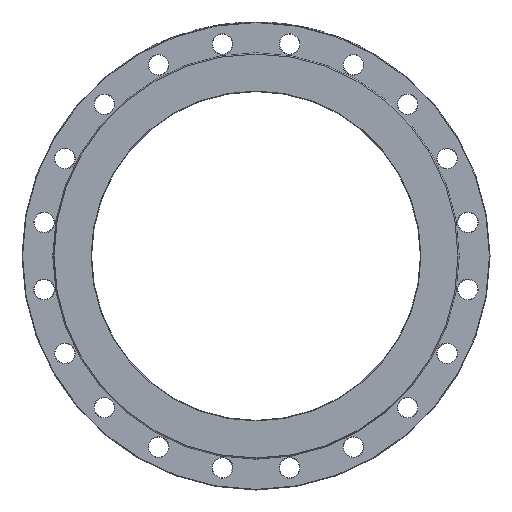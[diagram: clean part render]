
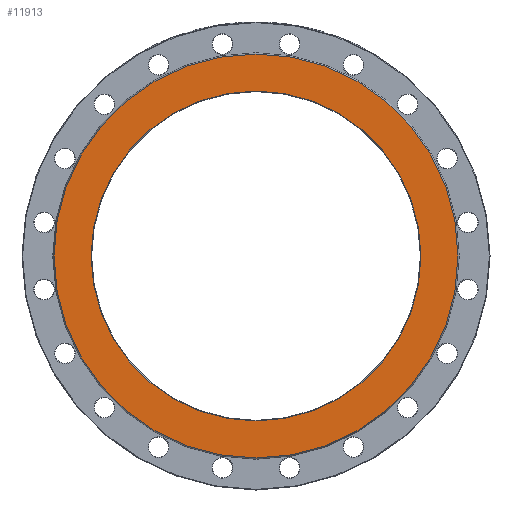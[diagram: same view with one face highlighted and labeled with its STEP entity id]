
A CAD part, left-side view. The second image highlights one B-rep face of the part: STEP entity #11913.
In plain terms, the highlighted planar face has unit normal (-1, 0, 0).
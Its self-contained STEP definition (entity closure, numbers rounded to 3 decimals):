
#317 = DIRECTION ( 'NONE',  ( 1., 0., 0. ) ) ;
#1463 = AXIS2_PLACEMENT_3D ( 'NONE', #4954, #317, #3996 ) ;
#2184 = PLANE ( 'NONE',  #8434 ) ;
#2297 = DIRECTION ( 'NONE',  ( -1., 0., 0. ) ) ;
#2425 = DIRECTION ( 'NONE',  ( 1., 0., 0. ) ) ;
#2834 = CARTESIAN_POINT ( 'NONE',  ( 0., 0., 362.5 ) ) ;
#3142 = DIRECTION ( 'NONE',  ( 0., 0., 1. ) ) ;
#3339 = FACE_OUTER_BOUND ( 'NONE', #11142, .T. ) ;
#3996 = DIRECTION ( 'NONE',  ( 0., 0., -1. ) ) ;
#4875 = VERTEX_POINT ( 'NONE', #2834 ) ;
#4954 = CARTESIAN_POINT ( 'NONE',  ( 0., 0., 0. ) ) ;
#5133 = ORIENTED_EDGE ( 'NONE', *, *, #9173, .T. ) ;
#5213 = EDGE_LOOP ( 'NONE', ( #6827 ) ) ;
#5630 = EDGE_CURVE ( 'NONE', #8154, #8154, #8392, .T. ) ;
#6500 = AXIS2_PLACEMENT_3D ( 'NONE', #6697, #2297, #3142 ) ;
#6697 = CARTESIAN_POINT ( 'NONE',  ( 0., 0., 0. ) ) ;
#6827 = ORIENTED_EDGE ( 'NONE', *, *, #5630, .T. ) ;
#8154 = VERTEX_POINT ( 'NONE', #8950 ) ;
#8392 = CIRCLE ( 'NONE', #1463, 296. ) ;
#8434 = AXIS2_PLACEMENT_3D ( 'NONE', #9682, #2425, #10702 ) ;
#8950 = CARTESIAN_POINT ( 'NONE',  ( 0., 0., -296. ) ) ;
#9173 = EDGE_CURVE ( 'NONE', #4875, #4875, #11534, .T. ) ;
#9682 = CARTESIAN_POINT ( 'NONE',  ( 0., 295., 0. ) ) ;
#10702 = DIRECTION ( 'NONE',  ( 0., 0., -1. ) ) ;
#11142 = EDGE_LOOP ( 'NONE', ( #5133 ) ) ;
#11473 = FACE_BOUND ( 'NONE', #5213, .T. ) ;
#11534 = CIRCLE ( 'NONE', #6500, 362.5 ) ;
#11913 = ADVANCED_FACE ( 'NONE', ( #11473, #3339 ), #2184, .F. ) ;
